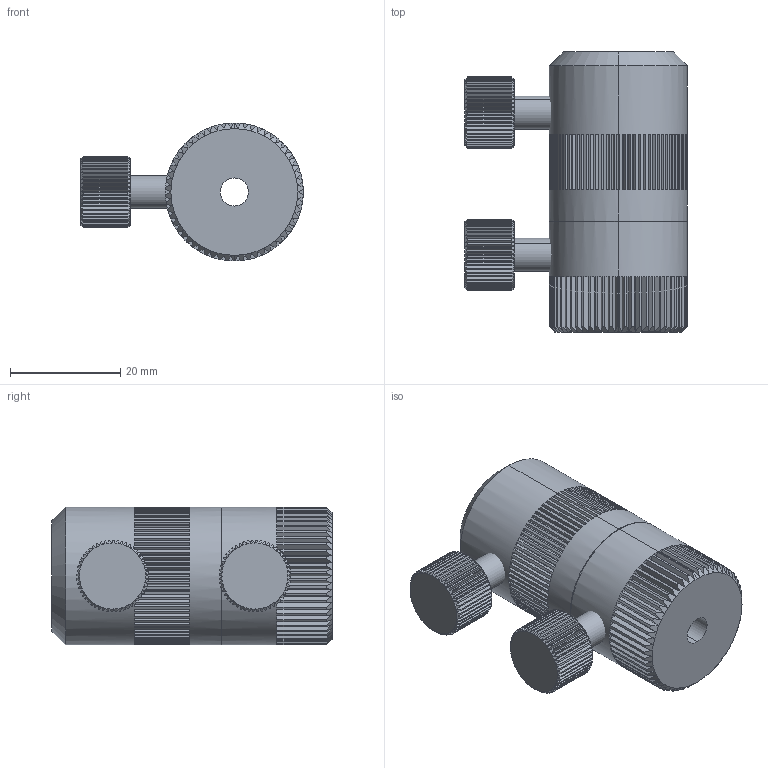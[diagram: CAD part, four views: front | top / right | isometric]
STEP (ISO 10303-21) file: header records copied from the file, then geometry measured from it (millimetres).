
FILE_DESCRIPTION (( 'STEP AP203' ), '1' );
FILE_NAME ('03MHO-2.STEP', '2016-02-22T02:55:51', ( '' ), ( '' ), 'SwSTEP 2.0', 'SolidWorks 2016', '' );
FILE_SCHEMA (( 'CONFIG_CONTROL_DESIGN' ));
Length unit declared in the file: millimetre
Products named in the file (1): 03MHO-2
Bounding box: 40.35 x 50.8 x 25 mm (x, y, z)
Surface area: 9849.2 mm2 (no closed solid volume)
Topology: 0 solids, 4 shells, 1048 faces, 2882 edges, 1921 vertices
Faces by surface type: plane 713, cone 217, cylinder 118
Entity records: 34100 total; most frequent: CARTESIAN_POINT 7654, ORIENTED_EDGE 5744, DIRECTION 5174, EDGE_CURVE 2882, VERTEX_POINT 1921, AXIS2_PLACEMENT_3D 1783, VECTOR 1608, LINE 1608
